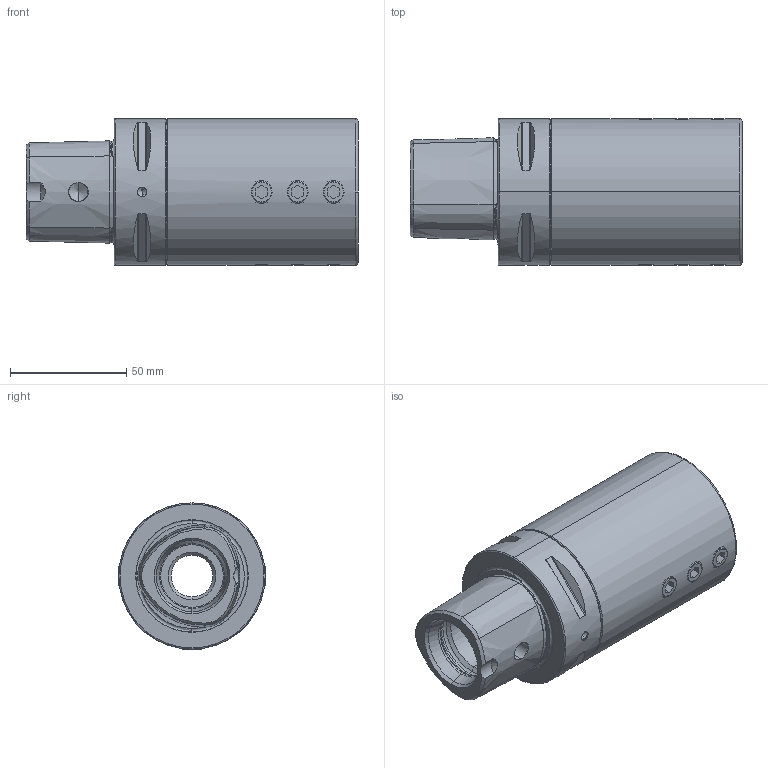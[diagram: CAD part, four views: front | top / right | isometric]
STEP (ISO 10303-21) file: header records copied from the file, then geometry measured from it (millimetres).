
FILE_DESCRIPTION (( 'STEP AP214' ), '1' );
FILE_NAME ('PS6-B40.K01.105.STEP', '2016-02-10T14:10:16', ( 'SWIAdmin' ), ( 'Hewlett-Packard Company' ), 'SwSTEP 2.0', 'SolidWorks 2015', '' );
FILE_SCHEMA (( 'AUTOMOTIVE_DESIGN' ));
Length unit declared in the file: millimetre
Products named in the file (3): ISO 4026 - M10 x 12_PreviewCfg; PS6-B40.K01.105_B; PS6-B40.K01.105
Assembly tree (10 placements, depth 2):
  PS6-B40.K01.105
    PS6-B40.K01.105_B
    ISO 4026 - M10 x 12_PreviewCfg  x9
Bounding box: 143 x 63 x 63 mm (x, y, z)
Volume: 259452.7 mm3; surface area: 53147 mm2
Topology: 10 solids, 10 shells, 285 faces, 676 edges, 414 vertices
Faces by surface type: plane 101, cone 79, cylinder 67, torus 38
Entity records: 6947 total; most frequent: CARTESIAN_POINT 2678, ORIENTED_EDGE 832, DIRECTION 809, EDGE_CURVE 416, AXIS2_PLACEMENT_3D 337, VERTEX_POINT 254, EDGE_LOOP 186, FACE_OUTER_BOUND 165
